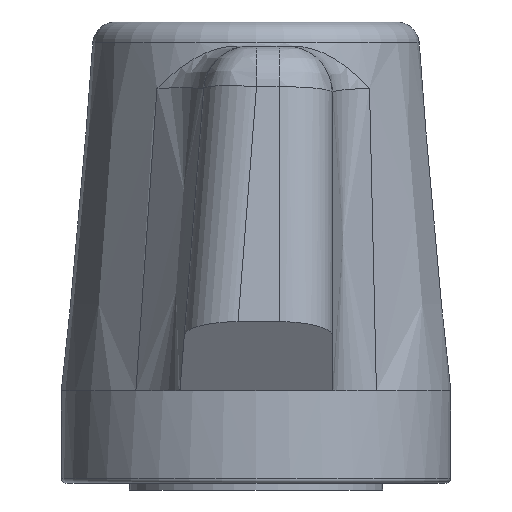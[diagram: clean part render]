
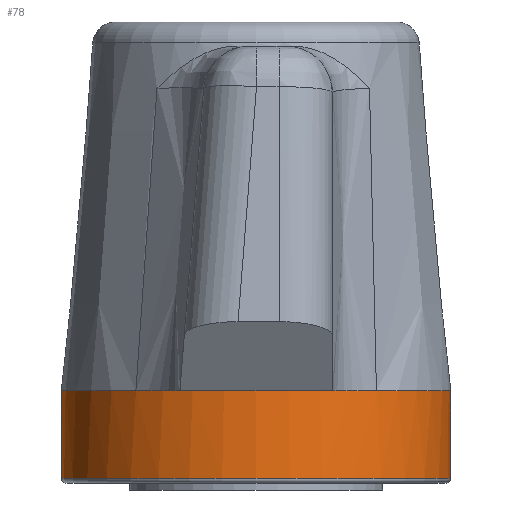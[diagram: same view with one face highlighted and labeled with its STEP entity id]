
A CAD part, front view. The second image highlights one B-rep face of the part: STEP entity #78.
In plain terms, the highlighted cylindrical face has radius 8.45 mm (diameter 16.9 mm), a full revolution.
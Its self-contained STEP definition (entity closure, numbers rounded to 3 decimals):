
#78 = ADVANCED_FACE( '', ( #191, #192 ), #193, .T. );
#191 = FACE_OUTER_BOUND( '', #528, .T. );
#192 = FACE_OUTER_BOUND( '', #529, .T. );
#193 = CYLINDRICAL_SURFACE( '', #530, 8.45 );
#528 = EDGE_LOOP( '', ( #1285 ) );
#529 = EDGE_LOOP( '', ( #1286, #1287, #1288, #1289 ) );
#530 = AXIS2_PLACEMENT_3D( '', #1290, #1291, #1292 );
#1285 = ORIENTED_EDGE( '', *, *, #1620, .T. );
#1286 = ORIENTED_EDGE( '', *, *, #1621, .F. );
#1287 = ORIENTED_EDGE( '', *, *, #1622, .F. );
#1288 = ORIENTED_EDGE( '', *, *, #1623, .F. );
#1289 = ORIENTED_EDGE( '', *, *, #1624, .F. );
#1290 = CARTESIAN_POINT( '', ( 0., 0., 20. ) );
#1291 = DIRECTION( '', ( 0., 0., -1. ) );
#1292 = DIRECTION( '', ( 1., 0., 0. ) );
#1620 = EDGE_CURVE( '', #1781, #1781, #1782, .T. );
#1621 = EDGE_CURVE( '', #1783, #1784, #1785, .T. );
#1622 = EDGE_CURVE( '', #1786, #1783, #1787, .T. );
#1623 = EDGE_CURVE( '', #1788, #1786, #1789, .T. );
#1624 = EDGE_CURVE( '', #1784, #1788, #1790, .T. );
#1781 = VERTEX_POINT( '', #2145 );
#1782 = CIRCLE( '', #2146, 8.45 );
#1783 = VERTEX_POINT( '', #2147 );
#1784 = VERTEX_POINT( '', #2148 );
#1785 = CIRCLE( '', #2149, 8.45 );
#1786 = VERTEX_POINT( '', #2150 );
#1787 = CIRCLE( '', #2151, 8.45 );
#1788 = VERTEX_POINT( '', #2152 );
#1789 = CIRCLE( '', #2153, 8.45 );
#1790 = CIRCLE( '', #2154, 8.45 );
#2145 = CARTESIAN_POINT( '', ( 8.45, 0., 0.2 ) );
#2146 = AXIS2_PLACEMENT_3D( '', #2655, #2656, #2657 );
#2147 = CARTESIAN_POINT( '', ( 5.21, 6.653, 4. ) );
#2148 = CARTESIAN_POINT( '', ( -5.222, 6.643, 4. ) );
#2149 = AXIS2_PLACEMENT_3D( '', #2658, #2659, #2660 );
#2150 = CARTESIAN_POINT( '', ( 5.222, -6.643, 4. ) );
#2151 = AXIS2_PLACEMENT_3D( '', #2661, #2662, #2663 );
#2152 = CARTESIAN_POINT( '', ( -5.21, -6.653, 4. ) );
#2153 = AXIS2_PLACEMENT_3D( '', #2664, #2665, #2666 );
#2154 = AXIS2_PLACEMENT_3D( '', #2667, #2668, #2669 );
#2655 = CARTESIAN_POINT( '', ( 0., 0., 0.2 ) );
#2656 = DIRECTION( '', ( 0., 0., 1. ) );
#2657 = DIRECTION( '', ( 1., 0., 0. ) );
#2658 = CARTESIAN_POINT( '', ( 0., 0., 4. ) );
#2659 = DIRECTION( '', ( 0., 0., 1. ) );
#2660 = DIRECTION( '', ( 1., 0., 0. ) );
#2661 = CARTESIAN_POINT( '', ( 0., 0., 4. ) );
#2662 = DIRECTION( '', ( 0., 0., 1. ) );
#2663 = DIRECTION( '', ( 1., 0., 0. ) );
#2664 = CARTESIAN_POINT( '', ( 0., 0., 4. ) );
#2665 = DIRECTION( '', ( 0., 0., 1. ) );
#2666 = DIRECTION( '', ( 1., 0., 0. ) );
#2667 = CARTESIAN_POINT( '', ( 0., 0., 4. ) );
#2668 = DIRECTION( '', ( 0., 0., 1. ) );
#2669 = DIRECTION( '', ( 1., 0., 0. ) );
